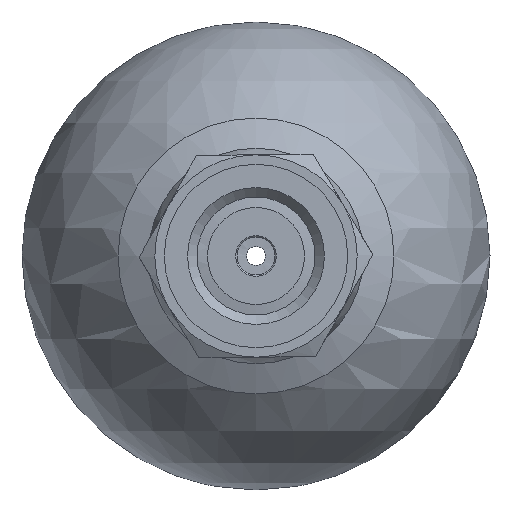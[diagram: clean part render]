
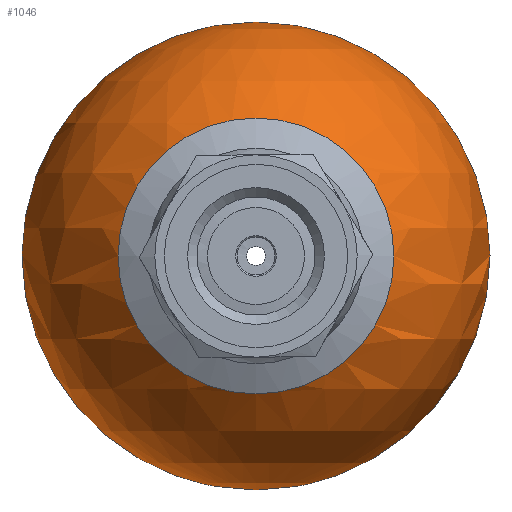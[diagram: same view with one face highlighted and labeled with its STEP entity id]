
A CAD part, front view. The second image highlights one B-rep face of the part: STEP entity #1046.
In plain terms, the highlighted spherical face has radius 37 mm.
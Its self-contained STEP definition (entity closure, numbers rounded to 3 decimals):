
#1012=CARTESIAN_POINT('',(-21.815,-49.885,0.0));
#1013=VERTEX_POINT('',#1012);
#1014=CARTESIAN_POINT('',(0.,-49.885,0.0));
#1015=DIRECTION('',(0.0,1.0,0.0));
#1016=DIRECTION('',(-1.0,0.0,0.0));
#1017=AXIS2_PLACEMENT_3D('',#1014,#1015,#1016);
#1018=CIRCLE('',#1017,21.815);
#1019=EDGE_CURVE('',#1013,#1013,#1018,.T.);
#1027=CARTESIAN_POINT('',(0.,-20.,0.0));
#1028=DIRECTION('',(0.0,0.0,1.0));
#1029=DIRECTION('',(1.0,0.0,0.0));
#1030=AXIS2_PLACEMENT_3D('',#1027,#1028,#1029);
#1031=SPHERICAL_SURFACE('',#1030,37.0);
#1032=CARTESIAN_POINT('',(-37.0,-20.,0.0));
#1033=VERTEX_POINT('',#1032);
#1034=CARTESIAN_POINT('',(0.,-20.,0.0));
#1035=DIRECTION('',(0.0,1.0,0.0));
#1036=DIRECTION('',(-1.0,0.0,0.0));
#1037=AXIS2_PLACEMENT_3D('',#1034,#1035,#1036);
#1038=CIRCLE('',#1037,37.);
#1039=EDGE_CURVE('',#1033,#1033,#1038,.T.);
#1040=ORIENTED_EDGE('',*,*,#1039,.F.);
#1041=EDGE_LOOP('',(#1040));
#1042=FACE_OUTER_BOUND('',#1041,.T.);
#1043=ORIENTED_EDGE('',*,*,#1019,.T.);
#1044=EDGE_LOOP('',(#1043));
#1045=FACE_BOUND('',#1044,.T.);
#1046=ADVANCED_FACE('',(#1042,#1045),#1031,.T.);
